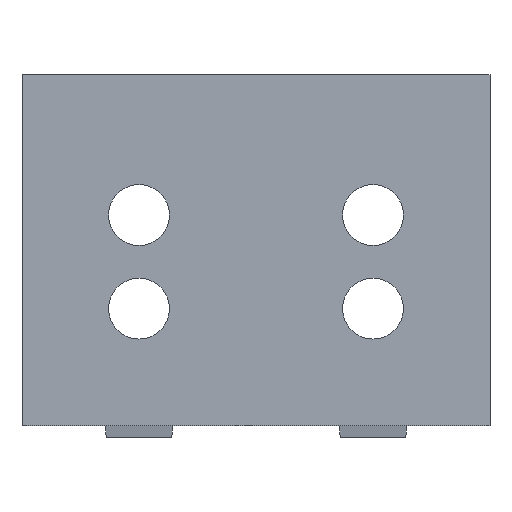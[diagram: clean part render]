
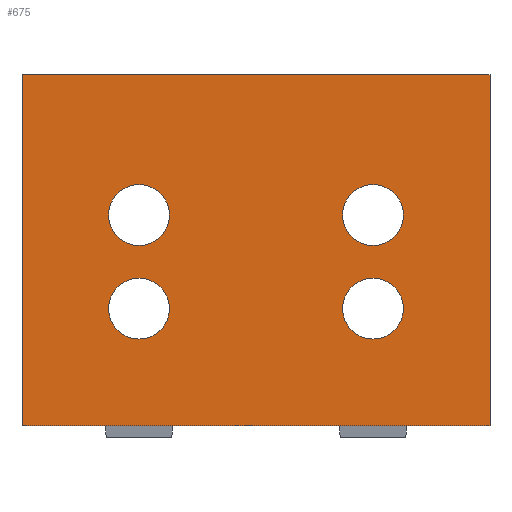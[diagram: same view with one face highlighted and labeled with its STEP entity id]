
A CAD part, front view. The second image highlights one B-rep face of the part: STEP entity #675.
In plain terms, the highlighted planar face has unit normal (0, -1, 0).
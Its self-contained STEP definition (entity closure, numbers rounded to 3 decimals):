
#30=CIRCLE('',#729,2.6);
#31=CIRCLE('',#730,2.6);
#32=CIRCLE('',#731,2.6);
#33=CIRCLE('',#732,2.6);
#104=ORIENTED_EDGE('',*,*,#266,.T.);
#105=ORIENTED_EDGE('',*,*,#267,.T.);
#106=ORIENTED_EDGE('',*,*,#268,.T.);
#107=ORIENTED_EDGE('',*,*,#269,.T.);
#108=ORIENTED_EDGE('',*,*,#270,.T.);
#109=ORIENTED_EDGE('',*,*,#271,.F.);
#110=ORIENTED_EDGE('',*,*,#272,.F.);
#111=ORIENTED_EDGE('',*,*,#263,.T.);
#263=EDGE_CURVE('',#341,#340,#409,.T.);
#266=EDGE_CURVE('',#342,#342,#30,.T.);
#267=EDGE_CURVE('',#343,#343,#31,.T.);
#268=EDGE_CURVE('',#344,#344,#32,.T.);
#269=EDGE_CURVE('',#345,#345,#33,.T.);
#270=EDGE_CURVE('',#340,#346,#412,.T.);
#271=EDGE_CURVE('',#347,#346,#413,.T.);
#272=EDGE_CURVE('',#341,#347,#414,.T.);
#340=VERTEX_POINT('',#1047);
#341=VERTEX_POINT('',#1049);
#342=VERTEX_POINT('',#1054);
#343=VERTEX_POINT('',#1056);
#344=VERTEX_POINT('',#1058);
#345=VERTEX_POINT('',#1060);
#346=VERTEX_POINT('',#1062);
#347=VERTEX_POINT('',#1064);
#409=LINE('',#1048,#483);
#412=LINE('',#1061,#486);
#413=LINE('',#1063,#487);
#414=LINE('',#1065,#488);
#483=VECTOR('',#845,1000.);
#486=VECTOR('',#858,1000.);
#487=VECTOR('',#859,1000.);
#488=VECTOR('',#860,1000.);
#523=EDGE_LOOP('',(#104));
#524=EDGE_LOOP('',(#105));
#525=EDGE_LOOP('',(#106));
#526=EDGE_LOOP('',(#107));
#527=EDGE_LOOP('',(#108,#109,#110,#111));
#583=FACE_BOUND('',#523,.T.);
#584=FACE_BOUND('',#524,.T.);
#585=FACE_BOUND('',#525,.T.);
#586=FACE_BOUND('',#526,.T.);
#587=FACE_BOUND('',#527,.T.);
#643=PLANE('',#728);
#675=ADVANCED_FACE('',(#583,#584,#585,#586,#587),#643,.F.);
#728=AXIS2_PLACEMENT_3D('',#1052,#848,#849);
#729=AXIS2_PLACEMENT_3D('',#1053,#850,#851);
#730=AXIS2_PLACEMENT_3D('',#1055,#852,#853);
#731=AXIS2_PLACEMENT_3D('',#1057,#854,#855);
#732=AXIS2_PLACEMENT_3D('',#1059,#856,#857);
#845=DIRECTION('',(-1.,0.,0.));
#848=DIRECTION('',(0.,1.,0.));
#849=DIRECTION('',(0.,0.,1.));
#850=DIRECTION('',(0.,1.,0.));
#851=DIRECTION('',(1.,0.,0.));
#852=DIRECTION('',(0.,1.,0.));
#853=DIRECTION('',(1.,0.,0.));
#854=DIRECTION('',(0.,1.,0.));
#855=DIRECTION('',(1.,0.,0.));
#856=DIRECTION('',(0.,1.,0.));
#857=DIRECTION('',(1.,0.,0.));
#858=DIRECTION('',(0.,0.,-1.));
#859=DIRECTION('',(-1.,0.,0.));
#860=DIRECTION('',(0.,0.,-1.));
#1047=CARTESIAN_POINT('',(-20.,0.,30.));
#1048=CARTESIAN_POINT('',(20.,0.,30.));
#1049=CARTESIAN_POINT('',(20.,0.,30.));
#1052=CARTESIAN_POINT('',(20.,0.,30.));
#1053=CARTESIAN_POINT('',(-10.,0.,18.));
#1054=CARTESIAN_POINT('',(-7.4,0.,18.));
#1055=CARTESIAN_POINT('',(-10.,0.,10.));
#1056=CARTESIAN_POINT('',(-7.4,0.,10.));
#1057=CARTESIAN_POINT('',(10.,0.,18.));
#1058=CARTESIAN_POINT('',(12.6,0.,18.));
#1059=CARTESIAN_POINT('',(10.,0.,10.));
#1060=CARTESIAN_POINT('',(12.6,0.,10.));
#1061=CARTESIAN_POINT('',(-20.,0.,30.));
#1062=CARTESIAN_POINT('',(-20.,0.,0.));
#1063=CARTESIAN_POINT('',(20.,0.,0.));
#1064=CARTESIAN_POINT('',(20.,0.,0.));
#1065=CARTESIAN_POINT('',(20.,0.,30.));
